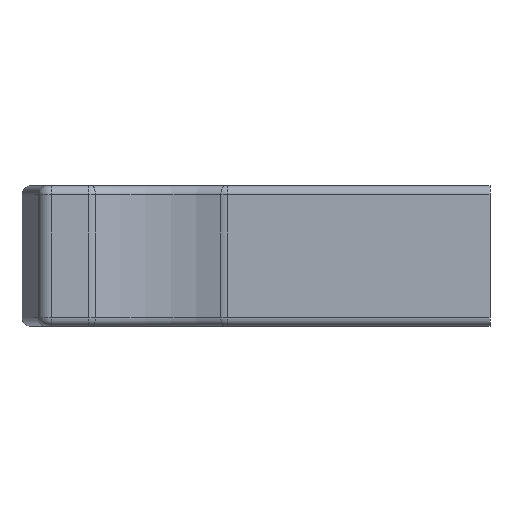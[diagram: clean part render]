
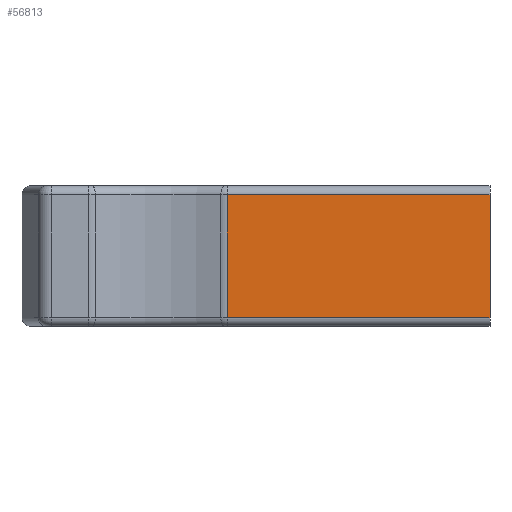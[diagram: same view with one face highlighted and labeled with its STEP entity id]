
A CAD part, front view. The second image highlights one B-rep face of the part: STEP entity #56813.
In plain terms, the highlighted planar face has unit normal (0, -1, 0).
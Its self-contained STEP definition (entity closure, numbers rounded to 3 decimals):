
#2428 = EDGE_CURVE ( 'NONE', #17025, #56113, #102435, .T. ) ;
#3059 = PLANE ( 'NONE',  #4221 ) ;
#3399 = CARTESIAN_POINT ( 'NONE',  ( -14.955, -8.3, 3.5 ) ) ;
#4221 = AXIS2_PLACEMENT_3D ( 'NONE', #74693, #98316, #27012 ) ;
#11535 = CARTESIAN_POINT ( 'NONE',  ( 0., -8.3, 4. ) ) ;
#11900 = FACE_OUTER_BOUND ( 'NONE', #53988, .T. ) ;
#17025 = VERTEX_POINT ( 'NONE', #31955 ) ;
#19392 = EDGE_CURVE ( 'NONE', #68738, #56113, #32816, .T. ) ;
#27012 = DIRECTION ( 'NONE',  ( 1., 0., 0. ) ) ;
#30820 = EDGE_CURVE ( 'NONE', #62327, #17025, #76932, .T. ) ;
#31955 = CARTESIAN_POINT ( 'NONE',  ( -14.955, -8.3, -3.5 ) ) ;
#32816 = LINE ( 'NONE', #11535, #103544 ) ;
#49941 = DIRECTION ( 'NONE',  ( 0., 0., -1. ) ) ;
#50517 = CARTESIAN_POINT ( 'NONE',  ( 0., -8.3, 3.5 ) ) ;
#53453 = DIRECTION ( 'NONE',  ( 0., 0., -1. ) ) ;
#53988 = EDGE_LOOP ( 'NONE', ( #68144, #61498, #97851, #56004 ) ) ;
#56004 = ORIENTED_EDGE ( 'NONE', *, *, #57846, .T. ) ;
#56113 = VERTEX_POINT ( 'NONE', #67619 ) ;
#56550 = DIRECTION ( 'NONE',  ( -1., 0., 0. ) ) ;
#56813 = ADVANCED_FACE ( 'NONE', ( #11900 ), #3059, .T. ) ;
#57846 = EDGE_CURVE ( 'NONE', #68738, #62327, #68702, .T. ) ;
#61498 = ORIENTED_EDGE ( 'NONE', *, *, #2428, .T. ) ;
#62327 = VERTEX_POINT ( 'NONE', #3399 ) ;
#67619 = CARTESIAN_POINT ( 'NONE',  ( 0., -8.3, -3.5 ) ) ;
#68144 = ORIENTED_EDGE ( 'NONE', *, *, #30820, .T. ) ;
#68702 = LINE ( 'NONE', #79873, #86282 ) ;
#68738 = VERTEX_POINT ( 'NONE', #50517 ) ;
#74693 = CARTESIAN_POINT ( 'NONE',  ( 0., -8.3, 4. ) ) ;
#76932 = LINE ( 'NONE', #93027, #97052 ) ;
#79873 = CARTESIAN_POINT ( 'NONE',  ( 0., -8.3, 3.5 ) ) ;
#83495 = VECTOR ( 'NONE', #84281, 1000. ) ;
#84281 = DIRECTION ( 'NONE',  ( 1., 0., 0. ) ) ;
#86282 = VECTOR ( 'NONE', #56550, 1000. ) ;
#93027 = CARTESIAN_POINT ( 'NONE',  ( -14.955, -8.3, 4. ) ) ;
#93437 = CARTESIAN_POINT ( 'NONE',  ( 0., -8.3, -3.5 ) ) ;
#97052 = VECTOR ( 'NONE', #53453, 1000. ) ;
#97851 = ORIENTED_EDGE ( 'NONE', *, *, #19392, .F. ) ;
#98316 = DIRECTION ( 'NONE',  ( 0., -1., 0. ) ) ;
#102435 = LINE ( 'NONE', #93437, #83495 ) ;
#103544 = VECTOR ( 'NONE', #49941, 1000. ) ;
